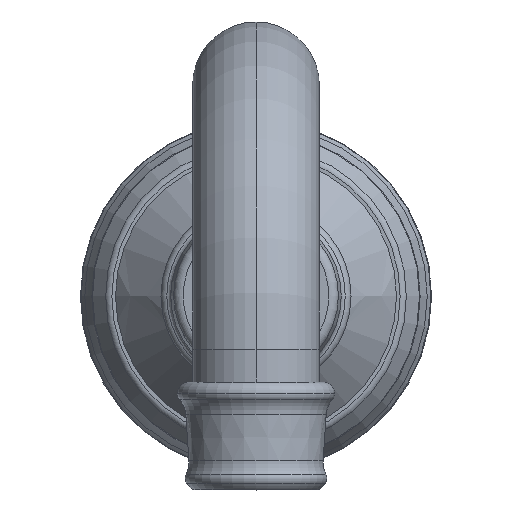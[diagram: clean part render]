
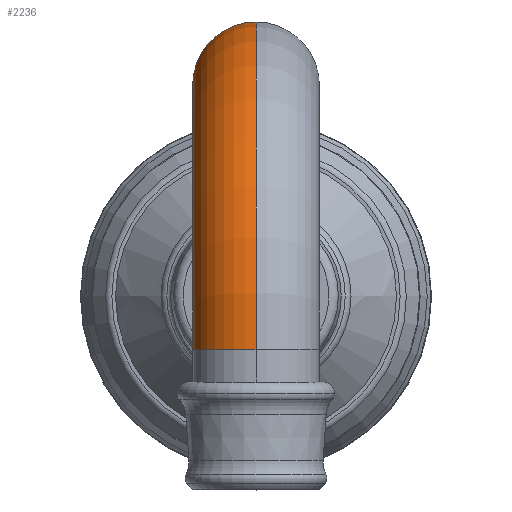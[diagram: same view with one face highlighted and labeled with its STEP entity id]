
A CAD part, top view. The second image highlights one B-rep face of the part: STEP entity #2236.
In plain terms, the highlighted toroidal (fillet/blend) face has major radius 53.086 mm and minor radius 12.7 mm.
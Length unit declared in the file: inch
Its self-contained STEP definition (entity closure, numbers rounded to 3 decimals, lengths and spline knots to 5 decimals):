
#944=CARTESIAN_POINT('',(0.,1.52446,6.89782));
#945=DIRECTION('',(0.,0.342,0.94));
#946=DIRECTION('',(0.,0.94,-0.342));
#947=AXIS2_PLACEMENT_3D('',#944,#945,#946);
#952=CARTESIAN_POINT('',(0.,-0.4395,7.61264));
#953=DIRECTION('',(1.,0.,0.));
#954=DIRECTION('',(0.,0.94,-0.342));
#955=AXIS2_PLACEMENT_3D('',#952,#953,#954);
#968=CARTESIAN_POINT('',(0.,-0.4395,7.61264));
#969=DIRECTION('',(1.,0.,0.));
#970=DIRECTION('',(0.,0.94,-0.342));
#971=AXIS2_PLACEMENT_3D('',#968,#969,#970);
#1245=CARTESIAN_POINT('',(0.,-0.4395,9.70264));
#1246=DIRECTION('',(0.,-1.,0.));
#1247=DIRECTION('',(0.,0.,1.));
#1248=AXIS2_PLACEMENT_3D('',#1245,#1246,#1247);
#1364=CARTESIAN_POINT('',(0.,1.05461,7.06883));
#1365=CARTESIAN_POINT('',(0.,1.99431,6.72681));
#1366=VERTEX_POINT('',#1364);
#1367=VERTEX_POINT('',#1365);
#1368=CARTESIAN_POINT('',(0.,-0.4395,9.20264));
#1369=CARTESIAN_POINT('',(0.,-0.4395,10.20264));
#1370=VERTEX_POINT('',#1368);
#1371=VERTEX_POINT('',#1369);
#2222=CARTESIAN_POINT('',(0.,-0.4395,7.61264));
#2223=DIRECTION('',(1.,0.,0.));
#2224=DIRECTION('',(0.,-0.94,0.342));
#2225=AXIS2_PLACEMENT_3D('',#2222,#2223,#2224);
#2226=TOROIDAL_SURFACE('',#2225,2.09,0.5);
#2227=ORIENTED_EDGE('',*,*,#2209,.F.);
#2229=ORIENTED_EDGE('',*,*,#2228,.T.);
#2231=ORIENTED_EDGE('',*,*,#2230,.T.);
#2233=ORIENTED_EDGE('',*,*,#2232,.F.);
#2234=EDGE_LOOP('',(#2227,#2229,#2231,#2233));
#2235=FACE_OUTER_BOUND('',#2234,.F.);
#948=CIRCLE('',#947,0.5);
#956=CIRCLE('',#955,2.59);
#972=CIRCLE('',#971,1.59);
#1249=CIRCLE('',#1248,0.5);
#2209=EDGE_CURVE('',#1367,#1366,#948,.T.);
#2228=EDGE_CURVE('',#1367,#1371,#956,.T.);
#2230=EDGE_CURVE('',#1371,#1370,#1249,.T.);
#2232=EDGE_CURVE('',#1366,#1370,#972,.T.);
#2236=ADVANCED_FACE('',(#2235),#2226,.T.);
